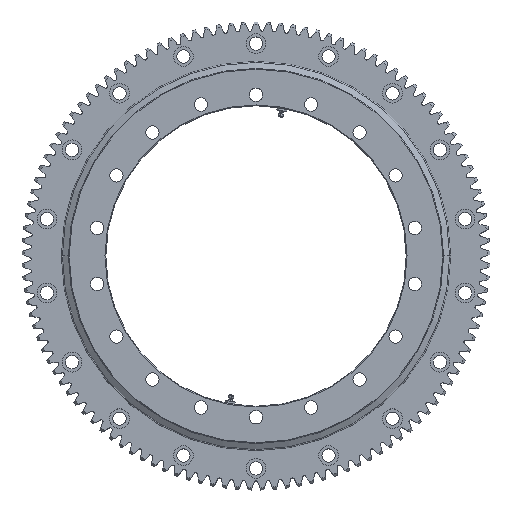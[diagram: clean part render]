
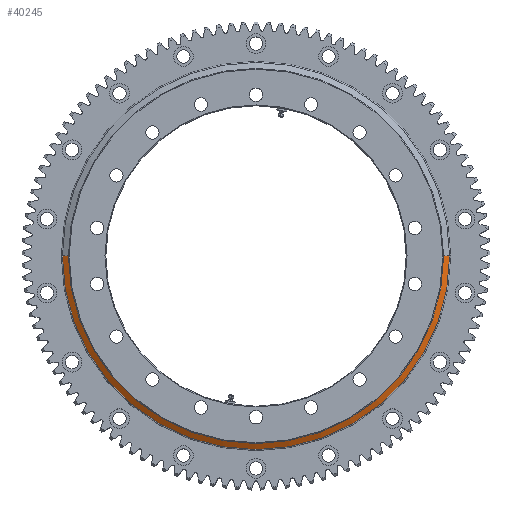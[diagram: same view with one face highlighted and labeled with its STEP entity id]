
A CAD part, top view. The second image highlights one B-rep face of the part: STEP entity #40245.
In plain terms, the highlighted conical face has half-angle 58.57 degrees and reference radius 238.5 mm.
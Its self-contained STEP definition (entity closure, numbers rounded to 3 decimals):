
#2527 = CARTESIAN_POINT ( 'NONE',  ( 231.5, 2., 238.5 ) ) ;
#3776 = EDGE_CURVE ( 'NONE', #10635, #40904, #27921, .T. ) ;
#4420 = CARTESIAN_POINT ( 'NONE',  ( 231.5, -2.61, 246.044 ) ) ;
#6298 = VERTEX_POINT ( 'NONE', #6469 ) ;
#6469 = CARTESIAN_POINT ( 'NONE',  ( 231.5, -2.61, -246.044 ) ) ;
#6771 = EDGE_CURVE ( 'NONE', #10635, #25502, #50202, .T. ) ;
#7847 = DIRECTION ( 'NONE',  ( 0., -0.521, -0.853 ) ) ;
#10123 = CARTESIAN_POINT ( 'NONE',  ( 231.5, 2., 0. ) ) ;
#10635 = VERTEX_POINT ( 'NONE', #12987 ) ;
#11852 = ORIENTED_EDGE ( 'NONE', *, *, #31085, .T. ) ;
#12987 = CARTESIAN_POINT ( 'NONE',  ( 231.5, 2., 238.5 ) ) ;
#14241 = DIRECTION ( 'NONE',  ( 0., -1., 0. ) ) ;
#17457 = AXIS2_PLACEMENT_3D ( 'NONE', #10123, #14241, #22401 ) ;
#18226 = CARTESIAN_POINT ( 'NONE',  ( 231.5, 2., 0. ) ) ;
#20082 = CONICAL_SURFACE ( 'NONE', #17457, 238.5, 1.022 ) ;
#21306 = CIRCLE ( 'NONE', #49802, 246.044 ) ;
#21369 = FACE_OUTER_BOUND ( 'NONE', #41604, .T. ) ;
#22312 = DIRECTION ( 'NONE',  ( 0., 0., -1. ) ) ;
#22401 = DIRECTION ( 'NONE',  ( 0., 0., -1. ) ) ;
#23417 = CARTESIAN_POINT ( 'NONE',  ( 231.5, -2.61, 0. ) ) ;
#25247 = ORIENTED_EDGE ( 'NONE', *, *, #6771, .F. ) ;
#25502 = VERTEX_POINT ( 'NONE', #4420 ) ;
#26920 = DIRECTION ( 'NONE',  ( 0., -0.521, 0.853 ) ) ;
#27513 = DIRECTION ( 'NONE',  ( 0., 0., -1. ) ) ;
#27921 = CIRCLE ( 'NONE', #29608, 238.5 ) ;
#28593 = EDGE_CURVE ( 'NONE', #25502, #6298, #21306, .T. ) ;
#29608 = AXIS2_PLACEMENT_3D ( 'NONE', #18226, #46754, #22312 ) ;
#31085 = EDGE_CURVE ( 'NONE', #40904, #6298, #35859, .T. ) ;
#35859 = LINE ( 'NONE', #44586, #46714 ) ;
#39793 = CARTESIAN_POINT ( 'NONE',  ( 231.5, 2., -238.5 ) ) ;
#40245 = ADVANCED_FACE ( 'NONE', ( #21369 ), #20082, .T. ) ;
#40600 = VECTOR ( 'NONE', #26920, 1000. ) ;
#40904 = VERTEX_POINT ( 'NONE', #39793 ) ;
#41604 = EDGE_LOOP ( 'NONE', ( #25247, #46653, #11852, #42872 ) ) ;
#42872 = ORIENTED_EDGE ( 'NONE', *, *, #28593, .F. ) ;
#44586 = CARTESIAN_POINT ( 'NONE',  ( 231.5, 2., -238.5 ) ) ;
#46653 = ORIENTED_EDGE ( 'NONE', *, *, #3776, .T. ) ;
#46714 = VECTOR ( 'NONE', #7847, 1000. ) ;
#46754 = DIRECTION ( 'NONE',  ( 0., -1., 0. ) ) ;
#49802 = AXIS2_PLACEMENT_3D ( 'NONE', #23417, #51947, #27513 ) ;
#50202 = LINE ( 'NONE', #2527, #40600 ) ;
#51947 = DIRECTION ( 'NONE',  ( 0., -1., 0. ) ) ;
